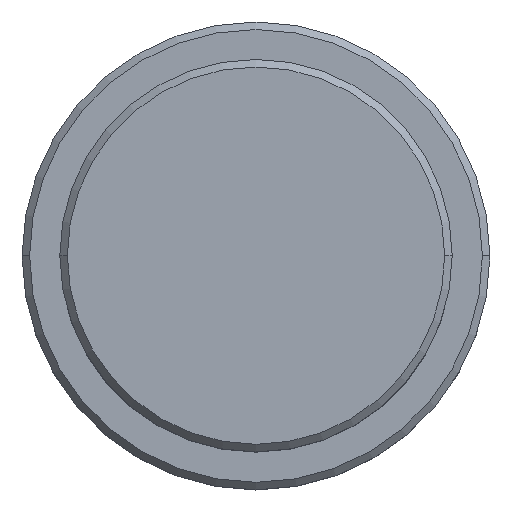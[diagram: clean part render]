
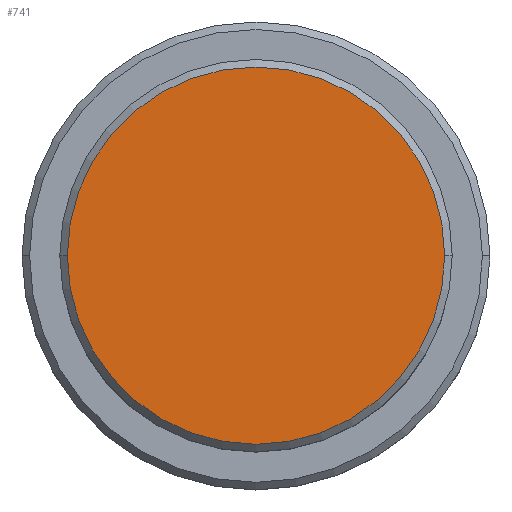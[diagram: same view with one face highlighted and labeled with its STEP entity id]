
A CAD part, top view. The second image highlights one B-rep face of the part: STEP entity #741.
In plain terms, the highlighted planar face has unit normal (0, 0, 1).
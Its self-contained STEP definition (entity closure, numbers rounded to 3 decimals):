
#41 = EDGE_LOOP ( 'NONE', ( #660, #1014 ) ) ;
#46 = PLANE ( 'NONE',  #1229 ) ;
#105 = AXIS2_PLACEMENT_3D ( 'NONE', #779, #1215, #463 ) ;
#130 = AXIS2_PLACEMENT_3D ( 'NONE', #241, #663, #788 ) ;
#174 = CARTESIAN_POINT ( 'NONE',  ( 0., 0., 0. ) ) ;
#241 = CARTESIAN_POINT ( 'NONE',  ( 0., 0., 0. ) ) ;
#261 = VERTEX_POINT ( 'NONE', #1128 ) ;
#389 = FACE_OUTER_BOUND ( 'NONE', #41, .T. ) ;
#463 = DIRECTION ( 'NONE',  ( 1., 0., 0. ) ) ;
#514 = DIRECTION ( 'NONE',  ( 1., 0., 0. ) ) ;
#569 = VERTEX_POINT ( 'NONE', #1098 ) ;
#611 = EDGE_CURVE ( 'NONE', #569, #261, #678, .T. ) ;
#660 = ORIENTED_EDGE ( 'NONE', *, *, #611, .T. ) ;
#663 = DIRECTION ( 'NONE',  ( 0., 0., 1. ) ) ;
#678 = CIRCLE ( 'NONE', #105, 12.5 ) ;
#741 = ADVANCED_FACE ( 'NONE', ( #389 ), #46, .T. ) ;
#750 = CIRCLE ( 'NONE', #130, 12.5 ) ;
#779 = CARTESIAN_POINT ( 'NONE',  ( 0., 0., 0. ) ) ;
#788 = DIRECTION ( 'NONE',  ( 1., 0., 0. ) ) ;
#919 = EDGE_CURVE ( 'NONE', #261, #569, #750, .T. ) ;
#1014 = ORIENTED_EDGE ( 'NONE', *, *, #919, .T. ) ;
#1042 = DIRECTION ( 'NONE',  ( 0., 0., 1. ) ) ;
#1098 = CARTESIAN_POINT ( 'NONE',  ( -12.5, 0., 0. ) ) ;
#1128 = CARTESIAN_POINT ( 'NONE',  ( 12.5, 0., 0. ) ) ;
#1215 = DIRECTION ( 'NONE',  ( 0., 0., 1. ) ) ;
#1229 = AXIS2_PLACEMENT_3D ( 'NONE', #174, #1042, #514 ) ;
